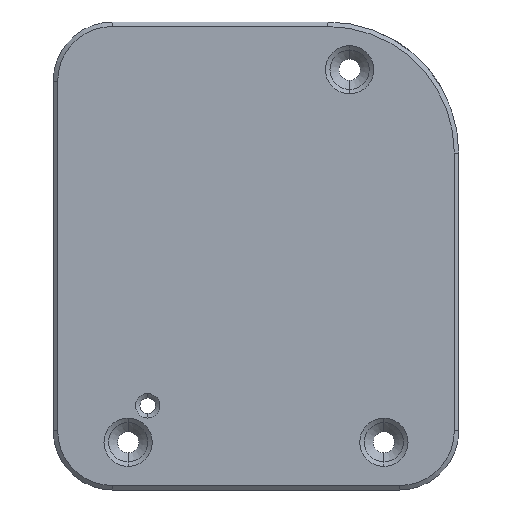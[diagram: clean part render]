
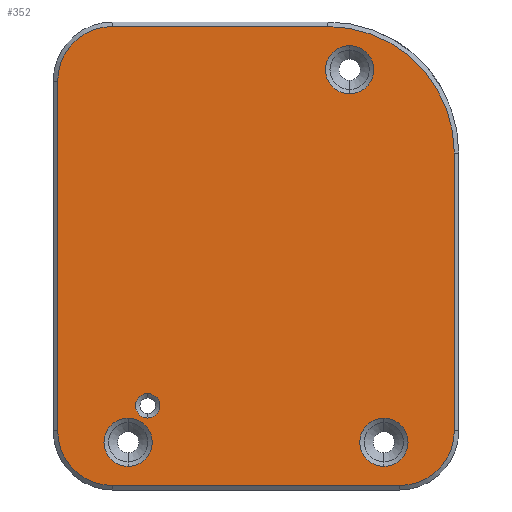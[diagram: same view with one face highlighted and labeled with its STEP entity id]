
A CAD part, front view. The second image highlights one B-rep face of the part: STEP entity #352.
In plain terms, the highlighted planar face has unit normal (0, -1, 0).
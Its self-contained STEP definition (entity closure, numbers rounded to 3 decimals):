
#48 = AXIS2_PLACEMENT_3D ( 'NONE', #5072, #137, #1424 ) ;
#122 = DIRECTION ( 'NONE',  ( 0., -1., 0. ) ) ;
#131 = VERTEX_POINT ( 'NONE', #6743 ) ;
#137 = DIRECTION ( 'NONE',  ( 0., 1., 0. ) ) ;
#248 = EDGE_LOOP ( 'NONE', ( #6403, #3685 ) ) ;
#253 = DIRECTION ( 'NONE',  ( 0., 1., 0. ) ) ;
#287 = CARTESIAN_POINT ( 'NONE',  ( -31.785, -0.75, -28. ) ) ;
#332 = CARTESIAN_POINT ( 'NONE',  ( -31.785, -0.75, -28. ) ) ;
#352 = ADVANCED_FACE ( 'NONE', ( #5876, #3125, #3533, #4770, #4154 ), #1487, .T. ) ;
#405 = VERTEX_POINT ( 'NONE', #5070 ) ;
#441 = CIRCLE ( 'NONE', #1700, 3.865 ) ;
#478 = DIRECTION ( 'NONE',  ( 0., 0., -1. ) ) ;
#545 = VECTOR ( 'NONE', #2219, 1000. ) ;
#582 = ORIENTED_EDGE ( 'NONE', *, *, #2423, .T. ) ;
#615 = CARTESIAN_POINT ( 'NONE',  ( -23., -0.75, 28. ) ) ;
#654 = CARTESIAN_POINT ( 'NONE',  ( 11.5, -0.75, 16.5 ) ) ;
#750 = CARTESIAN_POINT ( 'NONE',  ( -20.5, -0.75, -29.843 ) ) ;
#767 = AXIS2_PLACEMENT_3D ( 'NONE', #654, #122, #1260 ) ;
#770 = CARTESIAN_POINT ( 'NONE',  ( 15., -0.75, 25.978 ) ) ;
#791 = CARTESIAN_POINT ( 'NONE',  ( 0., -0.75, 0. ) ) ;
#868 = DIRECTION ( 'NONE',  ( 0., 0., -1. ) ) ;
#877 = ORIENTED_EDGE ( 'NONE', *, *, #1839, .T. ) ;
#955 = AXIS2_PLACEMENT_3D ( 'NONE', #5271, #3613, #1911 ) ;
#1066 = VERTEX_POINT ( 'NONE', #5736 ) ;
#1132 = EDGE_CURVE ( 'NONE', #1680, #5935, #1875, .T. ) ;
#1166 = CARTESIAN_POINT ( 'NONE',  ( 31.785, -0.75, 16.5 ) ) ;
#1209 = AXIS2_PLACEMENT_3D ( 'NONE', #615, #3832, #2737 ) ;
#1226 = DIRECTION ( 'NONE',  ( 0., 0., -1. ) ) ;
#1260 = DIRECTION ( 'NONE',  ( 0., 0., -1. ) ) ;
#1424 = DIRECTION ( 'NONE',  ( 0., 0., -1. ) ) ;
#1440 = ORIENTED_EDGE ( 'NONE', *, *, #1132, .T. ) ;
#1487 = PLANE ( 'NONE',  #4139 ) ;
#1680 = VERTEX_POINT ( 'NONE', #6830 ) ;
#1700 = AXIS2_PLACEMENT_3D ( 'NONE', #750, #6211, #5658 ) ;
#1750 = EDGE_CURVE ( 'NONE', #405, #3839, #3010, .T. ) ;
#1799 = VERTEX_POINT ( 'NONE', #2174 ) ;
#1807 = CIRCLE ( 'NONE', #767, 20.285 ) ;
#1839 = EDGE_CURVE ( 'NONE', #131, #1680, #4333, .T. ) ;
#1875 = LINE ( 'NONE', #332, #5203 ) ;
#1878 = EDGE_CURVE ( 'NONE', #1066, #3332, #2822, .T. ) ;
#1889 = CARTESIAN_POINT ( 'NONE',  ( 11.5, -0.75, 36.785 ) ) ;
#1895 = DIRECTION ( 'NONE',  ( 0., 0., -1. ) ) ;
#1897 = CARTESIAN_POINT ( 'NONE',  ( 15., -0.75, 29.843 ) ) ;
#1911 = DIRECTION ( 'NONE',  ( 0., 0., -1. ) ) ;
#1987 = DIRECTION ( 'NONE',  ( 0., 0., -1. ) ) ;
#2174 = CARTESIAN_POINT ( 'NONE',  ( 15., -0.75, 33.708 ) ) ;
#2185 = VECTOR ( 'NONE', #5381, 1000. ) ;
#2209 = VERTEX_POINT ( 'NONE', #1889 ) ;
#2219 = DIRECTION ( 'NONE',  ( -1., 0., 0. ) ) ;
#2273 = AXIS2_PLACEMENT_3D ( 'NONE', #2413, #253, #1226 ) ;
#2338 = DIRECTION ( 'NONE',  ( 0., 0., -1. ) ) ;
#2372 = DIRECTION ( 'NONE',  ( 0., 1., 0. ) ) ;
#2413 = CARTESIAN_POINT ( 'NONE',  ( 20.5, -0.75, -29.843 ) ) ;
#2423 = EDGE_CURVE ( 'NONE', #6729, #5914, #5539, .T. ) ;
#2665 = DIRECTION ( 'NONE',  ( 0., 1., 0. ) ) ;
#2679 = CIRCLE ( 'NONE', #3594, 8.785 ) ;
#2729 = CIRCLE ( 'NONE', #2273, 3.865 ) ;
#2737 = DIRECTION ( 'NONE',  ( 0., 0., -1. ) ) ;
#2822 = CIRCLE ( 'NONE', #5824, 1.965 ) ;
#2833 = CARTESIAN_POINT ( 'NONE',  ( -20.5, -0.75, -33.708 ) ) ;
#2888 = DIRECTION ( 'NONE',  ( 0., 0., 1. ) ) ;
#2970 = EDGE_CURVE ( 'NONE', #1799, #3583, #5871, .T. ) ;
#3010 = CIRCLE ( 'NONE', #4175, 3.865 ) ;
#3081 = AXIS2_PLACEMENT_3D ( 'NONE', #6494, #5434, #1895 ) ;
#3125 = FACE_BOUND ( 'NONE', #6904, .T. ) ;
#3140 = LINE ( 'NONE', #6435, #2185 ) ;
#3182 = CARTESIAN_POINT ( 'NONE',  ( -23., -0.75, -28. ) ) ;
#3208 = ORIENTED_EDGE ( 'NONE', *, *, #6970, .T. ) ;
#3304 = EDGE_CURVE ( 'NONE', #3539, #4717, #3140, .T. ) ;
#3332 = VERTEX_POINT ( 'NONE', #4229 ) ;
#3382 = EDGE_CURVE ( 'NONE', #3332, #1066, #4942, .T. ) ;
#3417 = ORIENTED_EDGE ( 'NONE', *, *, #2970, .T. ) ;
#3533 = FACE_OUTER_BOUND ( 'NONE', #5169, .T. ) ;
#3539 = VERTEX_POINT ( 'NONE', #6576 ) ;
#3583 = VERTEX_POINT ( 'NONE', #770 ) ;
#3594 = AXIS2_PLACEMENT_3D ( 'NONE', #3182, #4882, #5856 ) ;
#3613 = DIRECTION ( 'NONE',  ( 0., 1., 0. ) ) ;
#3668 = CIRCLE ( 'NONE', #3081, 8.785 ) ;
#3675 = VERTEX_POINT ( 'NONE', #2833 ) ;
#3685 = ORIENTED_EDGE ( 'NONE', *, *, #1750, .T. ) ;
#3687 = CARTESIAN_POINT ( 'NONE',  ( 31.785, -0.75, -28. ) ) ;
#3832 = DIRECTION ( 'NONE',  ( 0., -1., 0. ) ) ;
#3839 = VERTEX_POINT ( 'NONE', #5754 ) ;
#3883 = CARTESIAN_POINT ( 'NONE',  ( -23., -0.75, 36.785 ) ) ;
#3905 = ORIENTED_EDGE ( 'NONE', *, *, #5391, .T. ) ;
#3952 = VERTEX_POINT ( 'NONE', #4286 ) ;
#4051 = ORIENTED_EDGE ( 'NONE', *, *, #1878, .T. ) ;
#4089 = EDGE_CURVE ( 'NONE', #3675, #3952, #6607, .T. ) ;
#4139 = AXIS2_PLACEMENT_3D ( 'NONE', #791, #6363, #868 ) ;
#4154 = FACE_BOUND ( 'NONE', #248, .T. ) ;
#4175 = AXIS2_PLACEMENT_3D ( 'NONE', #4483, #6184, #4513 ) ;
#4229 = CARTESIAN_POINT ( 'NONE',  ( -17.35, -0.75, -25.965 ) ) ;
#4286 = CARTESIAN_POINT ( 'NONE',  ( -20.5, -0.75, -25.978 ) ) ;
#4333 = CIRCLE ( 'NONE', #1209, 8.785 ) ;
#4445 = VECTOR ( 'NONE', #2888, 1000. ) ;
#4483 = CARTESIAN_POINT ( 'NONE',  ( 20.5, -0.75, -29.843 ) ) ;
#4513 = DIRECTION ( 'NONE',  ( 0., 0., -1. ) ) ;
#4606 = ORIENTED_EDGE ( 'NONE', *, *, #6216, .T. ) ;
#4674 = EDGE_LOOP ( 'NONE', ( #6240, #7017 ) ) ;
#4688 = DIRECTION ( 'NONE',  ( 0., 0., -1. ) ) ;
#4717 = VERTEX_POINT ( 'NONE', #4959 ) ;
#4770 = FACE_BOUND ( 'NONE', #5571, .T. ) ;
#4882 = DIRECTION ( 'NONE',  ( 0., -1., 0. ) ) ;
#4910 = CARTESIAN_POINT ( 'NONE',  ( -17.35, -0.75, -24. ) ) ;
#4925 = LINE ( 'NONE', #3883, #545 ) ;
#4942 = CIRCLE ( 'NONE', #5863, 1.965 ) ;
#4959 = CARTESIAN_POINT ( 'NONE',  ( 23., -0.75, -36.785 ) ) ;
#4972 = EDGE_CURVE ( 'NONE', #5935, #3539, #2679, .T. ) ;
#5028 = ORIENTED_EDGE ( 'NONE', *, *, #3304, .T. ) ;
#5070 = CARTESIAN_POINT ( 'NONE',  ( 20.5, -0.75, -25.978 ) ) ;
#5072 = CARTESIAN_POINT ( 'NONE',  ( 15., -0.75, 29.843 ) ) ;
#5155 = CARTESIAN_POINT ( 'NONE',  ( 31.785, -0.75, 16.5 ) ) ;
#5169 = EDGE_LOOP ( 'NONE', ( #7117, #5028, #3208, #582, #5410, #4606, #877, #1440 ) ) ;
#5203 = VECTOR ( 'NONE', #1987, 1000. ) ;
#5271 = CARTESIAN_POINT ( 'NONE',  ( -20.5, -0.75, -29.843 ) ) ;
#5381 = DIRECTION ( 'NONE',  ( 1., 0., 0. ) ) ;
#5391 = EDGE_CURVE ( 'NONE', #3583, #1799, #5458, .T. ) ;
#5410 = ORIENTED_EDGE ( 'NONE', *, *, #6537, .T. ) ;
#5434 = DIRECTION ( 'NONE',  ( 0., -1., 0. ) ) ;
#5458 = CIRCLE ( 'NONE', #48, 3.865 ) ;
#5539 = LINE ( 'NONE', #1166, #4445 ) ;
#5571 = EDGE_LOOP ( 'NONE', ( #6133, #4051 ) ) ;
#5658 = DIRECTION ( 'NONE',  ( 0., 0., -1. ) ) ;
#5736 = CARTESIAN_POINT ( 'NONE',  ( -17.35, -0.75, -22.035 ) ) ;
#5754 = CARTESIAN_POINT ( 'NONE',  ( 20.5, -0.75, -33.708 ) ) ;
#5824 = AXIS2_PLACEMENT_3D ( 'NONE', #4910, #2665, #478 ) ;
#5856 = DIRECTION ( 'NONE',  ( 0., 0., -1. ) ) ;
#5863 = AXIS2_PLACEMENT_3D ( 'NONE', #6320, #6397, #4688 ) ;
#5871 = CIRCLE ( 'NONE', #6458, 3.865 ) ;
#5876 = FACE_BOUND ( 'NONE', #4674, .T. ) ;
#5914 = VERTEX_POINT ( 'NONE', #5155 ) ;
#5935 = VERTEX_POINT ( 'NONE', #287 ) ;
#6133 = ORIENTED_EDGE ( 'NONE', *, *, #3382, .T. ) ;
#6184 = DIRECTION ( 'NONE',  ( 0., 1., 0. ) ) ;
#6211 = DIRECTION ( 'NONE',  ( 0., 1., 0. ) ) ;
#6216 = EDGE_CURVE ( 'NONE', #2209, #131, #4925, .T. ) ;
#6240 = ORIENTED_EDGE ( 'NONE', *, *, #4089, .T. ) ;
#6320 = CARTESIAN_POINT ( 'NONE',  ( -17.35, -0.75, -24. ) ) ;
#6363 = DIRECTION ( 'NONE',  ( 0., -1., 0. ) ) ;
#6397 = DIRECTION ( 'NONE',  ( 0., 1., 0. ) ) ;
#6403 = ORIENTED_EDGE ( 'NONE', *, *, #6610, .T. ) ;
#6435 = CARTESIAN_POINT ( 'NONE',  ( 23., -0.75, -36.785 ) ) ;
#6458 = AXIS2_PLACEMENT_3D ( 'NONE', #1897, #2372, #2338 ) ;
#6494 = CARTESIAN_POINT ( 'NONE',  ( 23., -0.75, -28. ) ) ;
#6537 = EDGE_CURVE ( 'NONE', #5914, #2209, #1807, .T. ) ;
#6577 = EDGE_CURVE ( 'NONE', #3952, #3675, #441, .T. ) ;
#6576 = CARTESIAN_POINT ( 'NONE',  ( -23., -0.75, -36.785 ) ) ;
#6607 = CIRCLE ( 'NONE', #955, 3.865 ) ;
#6610 = EDGE_CURVE ( 'NONE', #3839, #405, #2729, .T. ) ;
#6729 = VERTEX_POINT ( 'NONE', #3687 ) ;
#6743 = CARTESIAN_POINT ( 'NONE',  ( -23., -0.75, 36.785 ) ) ;
#6830 = CARTESIAN_POINT ( 'NONE',  ( -31.785, -0.75, 28. ) ) ;
#6904 = EDGE_LOOP ( 'NONE', ( #3905, #3417 ) ) ;
#6970 = EDGE_CURVE ( 'NONE', #4717, #6729, #3668, .T. ) ;
#7017 = ORIENTED_EDGE ( 'NONE', *, *, #6577, .T. ) ;
#7117 = ORIENTED_EDGE ( 'NONE', *, *, #4972, .T. ) ;
